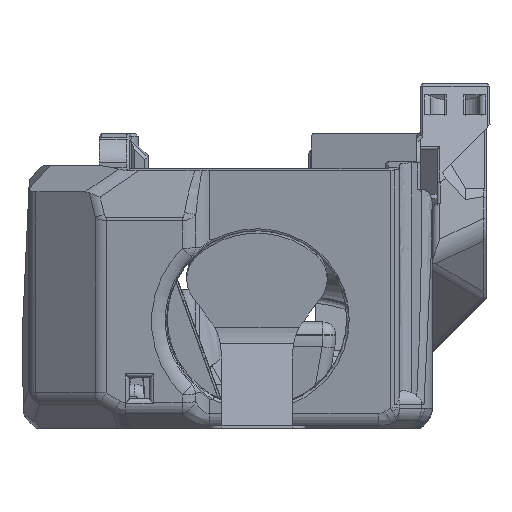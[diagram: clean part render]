
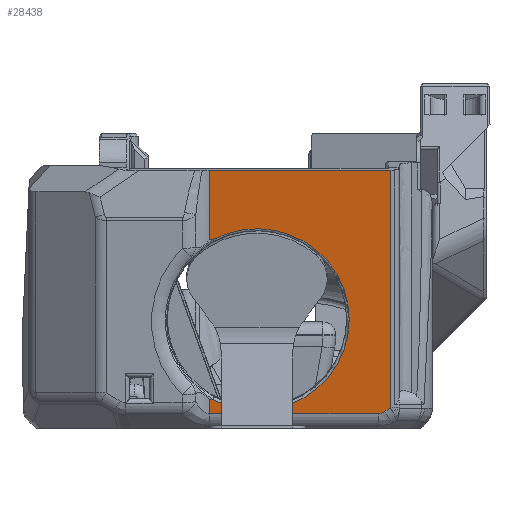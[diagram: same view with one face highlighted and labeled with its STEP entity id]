
A CAD part, left-side view. The second image highlights one B-rep face of the part: STEP entity #28438.
In plain terms, the highlighted planar face has unit normal (-0.985, 0, -0.174).
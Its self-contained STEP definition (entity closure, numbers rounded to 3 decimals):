
#530=CIRCLE('',#30072,14.4);
#1305=ELLIPSE('',#30570,3.203,2.);
#2593=LINE('',#45829,#5010);
#2597=LINE('',#45861,#5014);
#2790=LINE('',#46617,#5207);
#2791=LINE('',#46619,#5208);
#2792=LINE('',#46623,#5209);
#2793=LINE('',#46625,#5210);
#5010=VECTOR('',#34432,1000.);
#5014=VECTOR('',#34448,1000.);
#5207=VECTOR('',#34927,1000.);
#5208=VECTOR('',#34928,1000.);
#5209=VECTOR('',#34931,1000.);
#5210=VECTOR('',#34932,1000.);
#7042=PLANE('',#30569);
#10530=ORIENTED_EDGE('',*,*,#17945,.F.);
#10531=ORIENTED_EDGE('',*,*,#17169,.T.);
#10532=ORIENTED_EDGE('',*,*,#18062,.T.);
#10533=ORIENTED_EDGE('',*,*,#18063,.F.);
#10534=ORIENTED_EDGE('',*,*,#18064,.T.);
#10535=ORIENTED_EDGE('',*,*,#18065,.T.);
#10536=ORIENTED_EDGE('',*,*,#18066,.F.);
#10537=ORIENTED_EDGE('',*,*,#18067,.T.);
#10538=ORIENTED_EDGE('',*,*,#17746,.F.);
#10539=ORIENTED_EDGE('',*,*,#17756,.F.);
#17169=EDGE_CURVE('',#21287,#21286,#530,.T.);
#17746=EDGE_CURVE('',#21673,#21674,#2593,.T.);
#17756=EDGE_CURVE('',#21680,#21673,#2597,.T.);
#17945=EDGE_CURVE('',#21287,#21680,#23851,.F.);
#18062=EDGE_CURVE('',#21286,#21920,#23860,.T.);
#18063=EDGE_CURVE('',#21921,#21920,#2790,.T.);
#18064=EDGE_CURVE('',#21921,#21922,#2791,.T.);
#18065=EDGE_CURVE('',#21922,#21923,#1305,.T.);
#18066=EDGE_CURVE('',#21924,#21923,#2792,.T.);
#18067=EDGE_CURVE('',#21924,#21674,#2793,.T.);
#21286=VERTEX_POINT('',#43378);
#21287=VERTEX_POINT('',#43380);
#21673=VERTEX_POINT('',#45828);
#21674=VERTEX_POINT('',#45830);
#21680=VERTEX_POINT('',#45860);
#21920=VERTEX_POINT('',#46616);
#21921=VERTEX_POINT('',#46618);
#21922=VERTEX_POINT('',#46620);
#21923=VERTEX_POINT('',#46622);
#21924=VERTEX_POINT('',#46624);
#23851=B_SPLINE_CURVE_WITH_KNOTS('',3,(#46349,#46350,#46351,#46352),
 .UNSPECIFIED.,.F.,.F.,(4,4),(0.,0.382),.UNSPECIFIED.);
#23860=B_SPLINE_CURVE_WITH_KNOTS('',3,(#46612,#46613,#46614,#46615),
 .UNSPECIFIED.,.F.,.F.,(4,4),(0.618,1.),.UNSPECIFIED.);
#24860=EDGE_LOOP('',(#10530,#10531,#10532,#10533,#10534,#10535,#10536,#10537,
#10538,#10539));
#26650=FACE_BOUND('',#24860,.T.);
#28438=ADVANCED_FACE('',(#26650),#7042,.F.);
#30072=AXIS2_PLACEMENT_3D('',#43379,#33492,#33493);
#30569=AXIS2_PLACEMENT_3D('',#46611,#34925,#34926);
#30570=AXIS2_PLACEMENT_3D('',#46621,#34929,#34930);
#33492=DIRECTION('',(0.985,0.,0.174));
#33493=DIRECTION('',(0.174,0.,-0.985));
#34432=DIRECTION('',(0.,-1.,0.));
#34448=DIRECTION('',(-0.174,0.,0.985));
#34925=DIRECTION('',(0.985,0.,0.174));
#34926=DIRECTION('',(-0.174,0.,0.985));
#34927=DIRECTION('',(-0.174,0.,0.985));
#34928=DIRECTION('',(0.,-1.,0.));
#34929=DIRECTION('',(-0.985,0.,-0.174));
#34930=DIRECTION('',(-0.165,-0.304,0.938));
#34931=DIRECTION('',(0.097,0.829,-0.551));
#34932=DIRECTION('',(-0.174,0.,0.985));
#43378=CARTESIAN_POINT('',(-28.264,11.767,4.533));
#43379=CARTESIAN_POINT('',(-30.458,4.853,16.973));
#43380=CARTESIAN_POINT('',(-32.651,11.767,29.413));
#45828=CARTESIAN_POINT('',(-34.572,12.27,40.304));
#45829=CARTESIAN_POINT('',(-34.572,24.853,40.304));
#45830=CARTESIAN_POINT('',(-34.572,-16.002,40.304));
#45860=CARTESIAN_POINT('',(-32.66,12.27,29.463));
#45861=CARTESIAN_POINT('',(-31.185,12.27,21.099));
#46349=CARTESIAN_POINT('',(-32.66,12.27,29.463));
#46350=CARTESIAN_POINT('',(-32.657,12.102,29.442));
#46351=CARTESIAN_POINT('',(-32.654,11.935,29.425));
#46352=CARTESIAN_POINT('',(-32.651,11.767,29.413));
#46611=CARTESIAN_POINT('',(-31.185,24.853,21.099));
#46612=CARTESIAN_POINT('',(-28.264,11.767,4.533));
#46613=CARTESIAN_POINT('',(-28.262,11.935,4.52));
#46614=CARTESIAN_POINT('',(-28.259,12.102,4.503));
#46615=CARTESIAN_POINT('',(-28.255,12.27,4.482));
#46616=CARTESIAN_POINT('',(-28.255,12.27,4.482));
#46617=CARTESIAN_POINT('',(-31.185,12.27,21.099));
#46618=CARTESIAN_POINT('',(-27.864,12.27,2.262));
#46619=CARTESIAN_POINT('',(-27.864,-14.655,2.262));
#46620=CARTESIAN_POINT('',(-27.864,-14.07,2.262));
#46621=CARTESIAN_POINT('',(-28.404,-14.652,5.326));
#46622=CARTESIAN_POINT('',(-27.923,-15.07,2.597));
#46623=CARTESIAN_POINT('',(-27.821,-14.199,2.018));
#46624=CARTESIAN_POINT('',(-28.032,-16.002,3.216));
#46625=CARTESIAN_POINT('',(-7.663,-16.002,-112.301));
